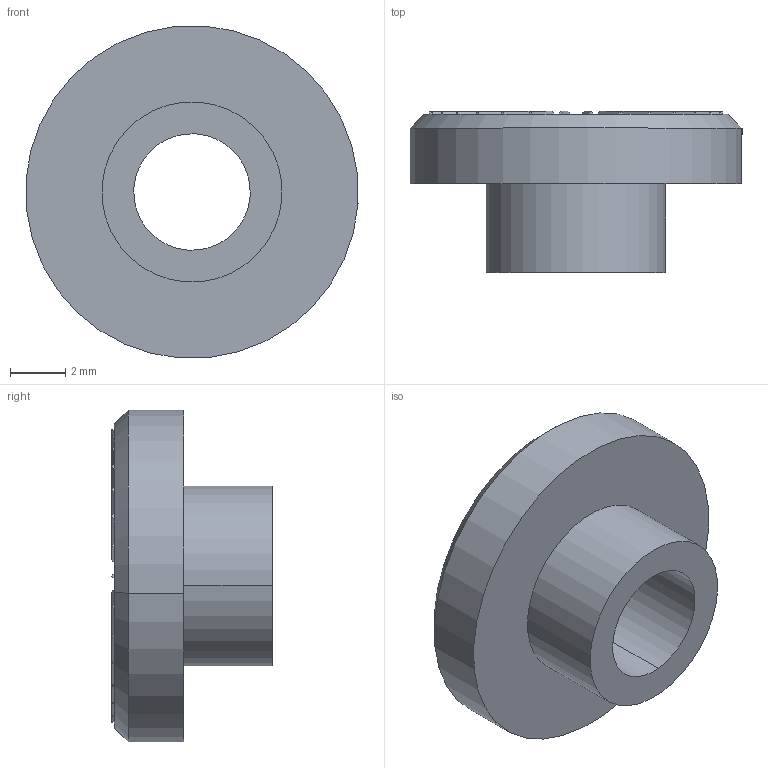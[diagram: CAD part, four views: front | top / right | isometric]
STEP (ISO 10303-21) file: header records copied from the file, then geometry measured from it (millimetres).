
FILE_DESCRIPTION((''),'2;1');
FILE_NAME('12MM-1_1_1_1','2018-04-20T',('sy.ji'),(''),'PRO/ENGINEER BY PARAMETRIC TECHNOLOGY CORPORATION, 2014310','PRO/ENGINEER BY PARAMETRIC TECHNOLOGY CORPORATION, 2014310','');
FILE_SCHEMA(('CONFIG_CONTROL_DESIGN'));
Length unit declared in the file: millimetre
Products named in the file (1): 12MM-1_1_1_1
Bounding box: 11.97 x 5.8 x 11.97 mm (x, y, z)
Volume: 304.3 mm3; surface area: 425.2 mm2
Topology: 1 solids, 1 shells, 133 faces, 296 edges, 196 vertices
Faces by surface type: plane 123, cylinder 6, cone 4
Entity records: 4727 total; most frequent: CARTESIAN_POINT 625, ORIENTED_EDGE 592, DIRECTION 578, EDGE_CURVE 296, VECTOR 280, LINE 280, VERTEX_POINT 196, EDGE_LOOP 166
